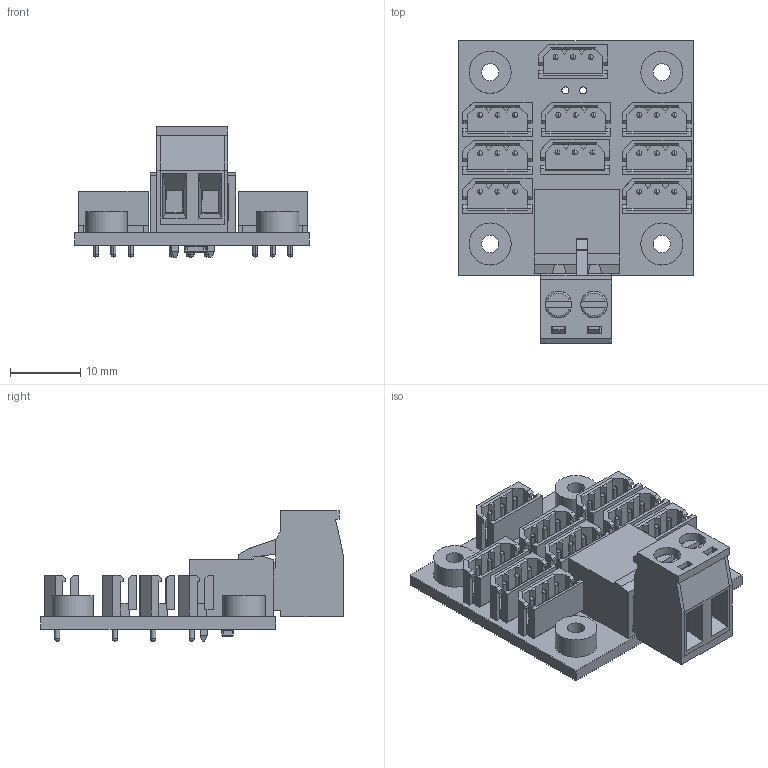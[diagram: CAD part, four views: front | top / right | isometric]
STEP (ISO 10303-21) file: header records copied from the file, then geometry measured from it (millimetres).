
FILE_DESCRIPTION(('Open CASCADE Model'),'2;1');
FILE_NAME('Open CASCADE Shape Model','2016-11-25T08:31:47',('Author'),( 'Open CASCADE'),'Open CASCADE STEP processor 6.2','Open CASCADE 6.2' ,'Unknown');
FILE_SCHEMA(('AUTOMOTIVE_DESIGN { 1 0 10303 214 1 1 1 1 }'));
Length unit declared in the file: millimetre
Products named in the file (29): PCB; Board; V2; WURTH_entretoises_cms_9774030360; V1; Cd; 1206_SMD_Capacitor; 12V; WURTH_2V_5.08_FEMALE_VERTICAL_691351500002; 691340500002; 6913405000xx_CAGE; 6913405000xx_PIN; 6913405000xx_VISSE; 691340500002_CAPOT; WURTH_2V_5.08_MALE_HORIZONTAL; 691311500102; 6913135100xx_PIN; V3; V4; AX12_0; Molex_Male_AX12; AX12_1; AX12_2; AX12_3; AX12_4; AX12_5; AX12_6; AX12_7; AX12_in
Assembly tree (43 placements, depth 4):
  PCB
    Board
    V2
      WURTH_entretoises_cms_9774030360
    V1
      WURTH_entretoises_cms_9774030360
    Cd
      1206_SMD_Capacitor
    12V
      WURTH_2V_5.08_FEMALE_VERTICAL_691351500002
        691340500002
        6913405000xx_CAGE  x2
        6913405000xx_PIN  x2
        6913405000xx_VISSE  x2
        691340500002_CAPOT
      WURTH_2V_5.08_MALE_HORIZONTAL
        691311500102
        6913135100xx_PIN  x2
    V3
      WURTH_entretoises_cms_9774030360
    V4
      WURTH_entretoises_cms_9774030360
    AX12_0
      Molex_Male_AX12
    AX12_1
      Molex_Male_AX12
    AX12_2
      Molex_Male_AX12
    AX12_3
      Molex_Male_AX12
    AX12_4
      Molex_Male_AX12
    AX12_5
      Molex_Male_AX12
    AX12_6
      Molex_Male_AX12
    AX12_7
      Molex_Male_AX12
    AX12_in
      Molex_Male_AX12
Bounding box: 33.5 x 43.16 x 18.63 mm (x, y, z)
Volume: 5349.2 mm3; surface area: 11508.6 mm2
Topology: 26 solids, 26 shells, 1485 faces, 3776 edges, 2410 vertices
Faces by surface type: plane 1029, cylinder 292, bspline 144, sphere 8, torus 8, cone 4
Full cylindrical faces by diameter (mm): 1.016 x29, 1.5 x2, 1.524 x2, 2.459 x4, 2.5 x2, 2.75 x2, 2.9 x2, 2.95 x2, 3 x2, 3.75 x2, 3.8 x2, 4.2 x4, 4.572 x4, 6 x4
Entity records: 54494 total; most frequent: CARTESIAN_POINT 15058, DIRECTION 6142, LINE 4006, VECTOR 4006, ORIENTED_EDGE 3588, PCURVE 3588, DEFINITIONAL_REPRESENTATION 3588, EDGE_CURVE 1794
